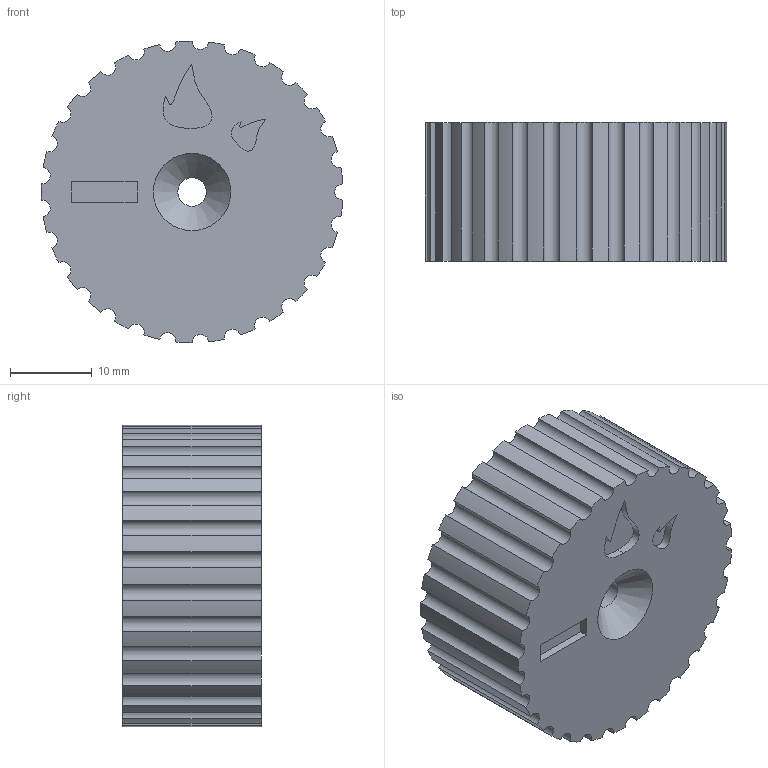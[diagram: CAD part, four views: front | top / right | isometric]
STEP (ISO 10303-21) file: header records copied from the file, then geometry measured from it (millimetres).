
FILE_DESCRIPTION(/* description */ (''),/* implementation_level */ '2;1');
FILE_NAME(/* name */ 'Gas cooker key.stp',/* time_stamp */ '2017-05-24T11:03:44+02:00',/* author */ ('resaj'),/* organization */ (''),/* preprocessor_version */ 'ST-DEVELOPER v15.2',/* originating_system */ 'Autodesk Inventor 2014',/* authorisation */ '');
FILE_SCHEMA (('AUTOMOTIVE_DESIGN { 1 0 10303 214 3 1 1 }'));
Length unit declared in the file: millimetre
Products named in the file (1): Gas cooker key
Bounding box: 36.97 x 17 x 37 mm (x, y, z)
Volume: 12571.9 mm3; surface area: 5400.1 mm2
Topology: 1 solids, 1 shells, 90 faces, 248 edges, 165 vertices
Faces by surface type: cylinder 62, plane 21, bspline 6, cone 1
Full cylindrical faces by diameter (mm): 3.5 x1, 30.3 x1
Entity records: 3009 total; most frequent: CARTESIAN_POINT 603, DIRECTION 528, ORIENTED_EDGE 490, EDGE_CURVE 245, AXIS2_PLACEMENT_3D 210, VERTEX_POINT 165, CIRCLE 125, LINE 108
